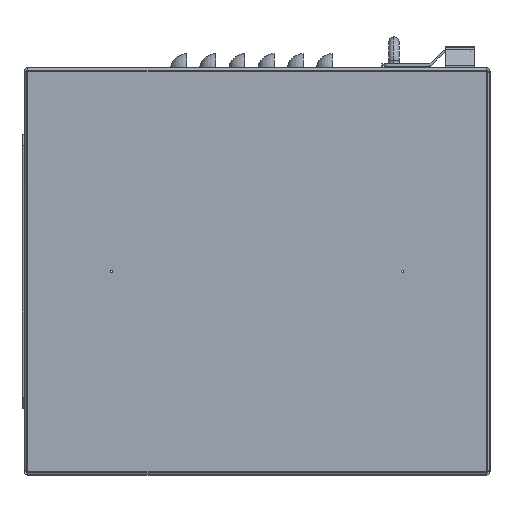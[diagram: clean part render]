
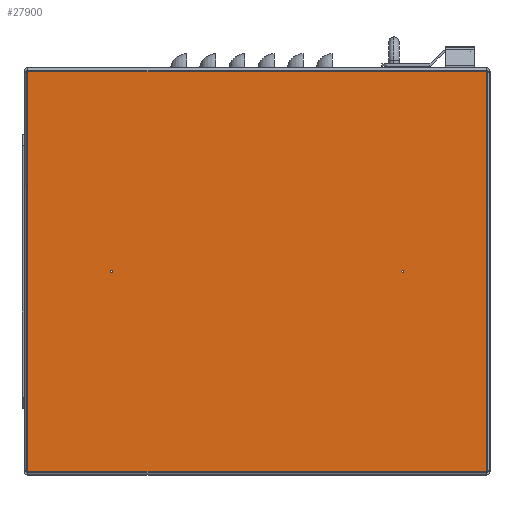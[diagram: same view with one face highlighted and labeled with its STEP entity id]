
A CAD part, left-side view. The second image highlights one B-rep face of the part: STEP entity #27900.
In plain terms, the highlighted face is planar.
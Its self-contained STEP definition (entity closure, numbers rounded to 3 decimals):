
#307 = CARTESIAN_POINT ( 'NONE',  ( 0., 0., 750. ) ) ;
#798 = CIRCLE ( 'NONE', #42335, 1. ) ;
#1430 = CARTESIAN_POINT ( 'NONE',  ( 347., -197., 750. ) ) ;
#2641 = CARTESIAN_POINT ( 'NONE',  ( 347., 197., 750. ) ) ;
#3798 = LINE ( 'NONE', #17145, #29827 ) ;
#3924 = AXIS2_PLACEMENT_3D ( 'NONE', #24388, #45117, #35062 ) ;
#4650 = CARTESIAN_POINT ( 'NONE',  ( 176., -125., 750. ) ) ;
#4788 = CIRCLE ( 'NONE', #3924, 1. ) ;
#5040 = VERTEX_POINT ( 'NONE', #24365 ) ;
#6308 = DIRECTION ( 'NONE',  ( -1., 0., 0. ) ) ;
#7698 = ORIENTED_EDGE ( 'NONE', *, *, #9803, .F. ) ;
#9399 = ORIENTED_EDGE ( 'NONE', *, *, #27019, .F. ) ;
#9803 = EDGE_CURVE ( 'NONE', #16992, #21537, #798, .T. ) ;
#9831 = EDGE_CURVE ( 'NONE', #21537, #16992, #18485, .T. ) ;
#9908 = VECTOR ( 'NONE', #21062, 1000. ) ;
#10168 = CARTESIAN_POINT ( 'NONE',  ( 175., -125., 750. ) ) ;
#10488 = DIRECTION ( 'NONE',  ( 1., 0., 0. ) ) ;
#10656 = DIRECTION ( 'NONE',  ( 1., 0., 0. ) ) ;
#11453 = EDGE_CURVE ( 'NONE', #35024, #5040, #27025, .T. ) ;
#11487 = VECTOR ( 'NONE', #6308, 1000. ) ;
#11939 = FACE_OUTER_BOUND ( 'NONE', #27430, .T. ) ;
#12557 = EDGE_CURVE ( 'NONE', #5040, #35024, #4788, .T. ) ;
#16727 = CARTESIAN_POINT ( 'NONE',  ( 176., 125., 750. ) ) ;
#16773 = ORIENTED_EDGE ( 'NONE', *, *, #17583, .F. ) ;
#16992 = VERTEX_POINT ( 'NONE', #29085 ) ;
#17080 = VERTEX_POINT ( 'NONE', #38571 ) ;
#17145 = CARTESIAN_POINT ( 'NONE',  ( 347., 197., 750. ) ) ;
#17491 = VERTEX_POINT ( 'NONE', #19981 ) ;
#17583 = EDGE_CURVE ( 'NONE', #35158, #36574, #35377, .T. ) ;
#17924 = PLANE ( 'NONE',  #27850 ) ;
#18485 = CIRCLE ( 'NONE', #20095, 1. ) ;
#19435 = DIRECTION ( 'NONE',  ( 1., 0., 0. ) ) ;
#19981 = CARTESIAN_POINT ( 'NONE',  ( 3., -197., 750. ) ) ;
#20095 = AXIS2_PLACEMENT_3D ( 'NONE', #23466, #40665, #37535 ) ;
#21062 = DIRECTION ( 'NONE',  ( 0., -1., 0. ) ) ;
#21537 = VERTEX_POINT ( 'NONE', #16727 ) ;
#22118 = DIRECTION ( 'NONE',  ( -1., 0., 0. ) ) ;
#22856 = DIRECTION ( 'NONE',  ( 0., 0., 1. ) ) ;
#23466 = CARTESIAN_POINT ( 'NONE',  ( 175., 125., 750. ) ) ;
#24365 = CARTESIAN_POINT ( 'NONE',  ( 174., -125., 750. ) ) ;
#24388 = CARTESIAN_POINT ( 'NONE',  ( 175., -125., 750. ) ) ;
#24601 = CARTESIAN_POINT ( 'NONE',  ( 347., -197., 750. ) ) ;
#25077 = DIRECTION ( 'NONE',  ( 0., 0., 1. ) ) ;
#25681 = DIRECTION ( 'NONE',  ( 0., 0., 1. ) ) ;
#25989 = DIRECTION ( 'NONE',  ( 0., -1., 0. ) ) ;
#27019 = EDGE_CURVE ( 'NONE', #36574, #17491, #40297, .T. ) ;
#27025 = CIRCLE ( 'NONE', #43623, 1. ) ;
#27430 = EDGE_LOOP ( 'NONE', ( #42948, #37844, #9399, #16773 ) ) ;
#27850 = AXIS2_PLACEMENT_3D ( 'NONE', #307, #25077, #10656 ) ;
#27900 = ADVANCED_FACE ( 'NONE', ( #34649, #40211, #11939 ), #17924, .T. ) ;
#29085 = CARTESIAN_POINT ( 'NONE',  ( 174., 125., 750. ) ) ;
#29827 = VECTOR ( 'NONE', #10488, 1000. ) ;
#31528 = CARTESIAN_POINT ( 'NONE',  ( 3., 0., 750. ) ) ;
#31585 = CARTESIAN_POINT ( 'NONE',  ( 2., -197., 750. ) ) ;
#33992 = CARTESIAN_POINT ( 'NONE',  ( 175., 125., 750. ) ) ;
#34649 = FACE_BOUND ( 'NONE', #35830, .T. ) ;
#34868 = EDGE_LOOP ( 'NONE', ( #43555, #7698 ) ) ;
#35024 = VERTEX_POINT ( 'NONE', #4650 ) ;
#35062 = DIRECTION ( 'NONE',  ( -1., 0., 0. ) ) ;
#35158 = VERTEX_POINT ( 'NONE', #2641 ) ;
#35377 = LINE ( 'NONE', #24601, #9908 ) ;
#35830 = EDGE_LOOP ( 'NONE', ( #41097, #44876 ) ) ;
#35874 = VECTOR ( 'NONE', #25989, 1000. ) ;
#36574 = VERTEX_POINT ( 'NONE', #1430 ) ;
#37535 = DIRECTION ( 'NONE',  ( 1., 0., 0. ) ) ;
#37844 = ORIENTED_EDGE ( 'NONE', *, *, #44103, .T. ) ;
#38428 = EDGE_CURVE ( 'NONE', #17080, #35158, #3798, .T. ) ;
#38571 = CARTESIAN_POINT ( 'NONE',  ( 3., 197., 750. ) ) ;
#39741 = LINE ( 'NONE', #31528, #35874 ) ;
#40211 = FACE_BOUND ( 'NONE', #34868, .T. ) ;
#40297 = LINE ( 'NONE', #31585, #11487 ) ;
#40665 = DIRECTION ( 'NONE',  ( 0., 0., 1. ) ) ;
#41097 = ORIENTED_EDGE ( 'NONE', *, *, #11453, .F. ) ;
#42335 = AXIS2_PLACEMENT_3D ( 'NONE', #33992, #22856, #19435 ) ;
#42948 = ORIENTED_EDGE ( 'NONE', *, *, #38428, .F. ) ;
#43555 = ORIENTED_EDGE ( 'NONE', *, *, #9831, .F. ) ;
#43623 = AXIS2_PLACEMENT_3D ( 'NONE', #10168, #25681, #22118 ) ;
#44103 = EDGE_CURVE ( 'NONE', #17080, #17491, #39741, .T. ) ;
#44876 = ORIENTED_EDGE ( 'NONE', *, *, #12557, .F. ) ;
#45117 = DIRECTION ( 'NONE',  ( 0., 0., 1. ) ) ;
